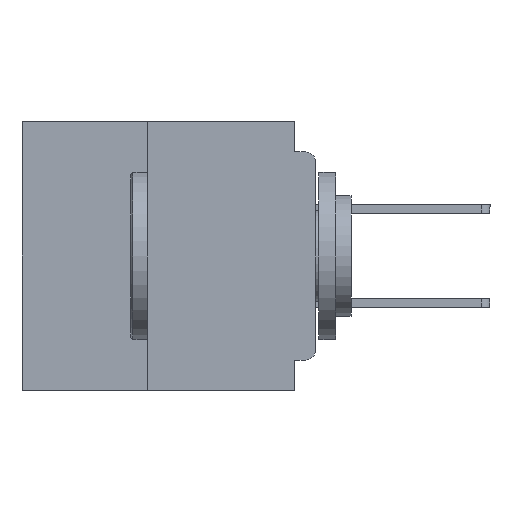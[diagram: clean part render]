
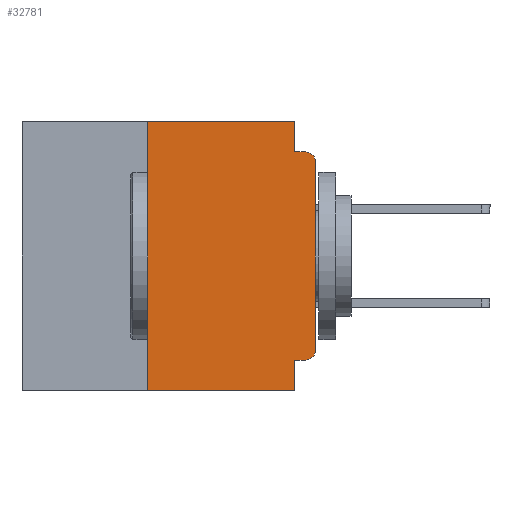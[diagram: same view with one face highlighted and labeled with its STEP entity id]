
A CAD part, left-side view. The second image highlights one B-rep face of the part: STEP entity #32781.
In plain terms, the highlighted planar face has unit normal (-1, 0, 0).
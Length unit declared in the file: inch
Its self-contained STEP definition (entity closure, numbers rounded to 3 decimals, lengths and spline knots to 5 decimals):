
#92 = PLANE ( 'NONE',  #19095 ) ;
#121 = EDGE_CURVE ( 'NONE', #16975, #34988, #14176, .T. ) ;
#399 = CARTESIAN_POINT ( 'NONE',  ( 0., 0.015, -0.06 ) ) ;
#687 = DIRECTION ( 'NONE',  ( 0., 0., 1. ) ) ;
#995 = ORIENTED_EDGE ( 'NONE', *, *, #31750, .F. ) ;
#2221 = ORIENTED_EDGE ( 'NONE', *, *, #18064, .T. ) ;
#2384 = VERTEX_POINT ( 'NONE', #3338 ) ;
#2774 = LINE ( 'NONE', #8629, #34720 ) ;
#2876 = EDGE_CURVE ( 'NONE', #20773, #25879, #20813, .T. ) ;
#3050 = EDGE_CURVE ( 'NONE', #16975, #31741, #22243, .T. ) ;
#3292 = DIRECTION ( 'NONE',  ( 1., 0., 0. ) ) ;
#3338 = CARTESIAN_POINT ( 'NONE',  ( 0., 0.031, 0. ) ) ;
#3575 = DIRECTION ( 'NONE',  ( 0., 0., -1. ) ) ;
#4013 = CARTESIAN_POINT ( 'NONE',  ( 0., 0.015, -0.045 ) ) ;
#6044 = CARTESIAN_POINT ( 'NONE',  ( 0., 0.015, -0.355 ) ) ;
#6195 = LINE ( 'NONE', #22538, #30956 ) ;
#6250 = DIRECTION ( 'NONE',  ( 0., -1., 0. ) ) ;
#7450 = EDGE_CURVE ( 'NONE', #25879, #25466, #6195, .T. ) ;
#7681 = DIRECTION ( 'NONE',  ( 0., -1., 0. ) ) ;
#8530 = CARTESIAN_POINT ( 'NONE',  ( 0., 0., -0.34 ) ) ;
#8629 = CARTESIAN_POINT ( 'NONE',  ( 0., 0.031, -0.4 ) ) ;
#9190 = LINE ( 'NONE', #13943, #18452 ) ;
#9447 = CARTESIAN_POINT ( 'NONE',  ( 0., 0.437, 0. ) ) ;
#9788 = CARTESIAN_POINT ( 'NONE',  ( 0., 0., -0.06 ) ) ;
#9793 = CARTESIAN_POINT ( 'NONE',  ( 0., 0.437, -0.4 ) ) ;
#10184 = VECTOR ( 'NONE', #35280, 39.37008 ) ;
#10224 = AXIS2_PLACEMENT_3D ( 'NONE', #25688, #25644, #25282 ) ;
#10655 = CARTESIAN_POINT ( 'NONE',  ( 0., 0., -0.355 ) ) ;
#11744 = CARTESIAN_POINT ( 'NONE',  ( 0., 0.031, -0.355 ) ) ;
#13157 = EDGE_LOOP ( 'NONE', ( #19196, #2221, #20620, #20061, #13282, #38278, #22336, #16959, #995, #21246 ) ) ;
#13212 = VECTOR ( 'NONE', #39524, 39.37008 ) ;
#13282 = ORIENTED_EDGE ( 'NONE', *, *, #26329, .F. ) ;
#13632 = CARTESIAN_POINT ( 'NONE',  ( 0., 0.031, -0.4 ) ) ;
#13943 = CARTESIAN_POINT ( 'NONE',  ( 0., 0.031, 0. ) ) ;
#13983 = VECTOR ( 'NONE', #6250, 39.37008 ) ;
#14122 = LINE ( 'NONE', #16197, #15078 ) ;
#14176 = LINE ( 'NONE', #24619, #13212 ) ;
#15078 = VECTOR ( 'NONE', #34623, 39.37008 ) ;
#15259 = VERTEX_POINT ( 'NONE', #11744 ) ;
#15761 = VERTEX_POINT ( 'NONE', #32620 ) ;
#16197 = CARTESIAN_POINT ( 'NONE',  ( 0., 0., -0.045 ) ) ;
#16959 = ORIENTED_EDGE ( 'NONE', *, *, #18471, .F. ) ;
#16975 = VERTEX_POINT ( 'NONE', #20166 ) ;
#17493 = LINE ( 'NONE', #10655, #10184 ) ;
#18064 = EDGE_CURVE ( 'NONE', #25466, #39598, #34762, .T. ) ;
#18452 = VECTOR ( 'NONE', #35467, 39.37008 ) ;
#18471 = EDGE_CURVE ( 'NONE', #15259, #31741, #2774, .T. ) ;
#19095 = AXIS2_PLACEMENT_3D ( 'NONE', #9447, #3292, #25079 ) ;
#19196 = ORIENTED_EDGE ( 'NONE', *, *, #7450, .T. ) ;
#20061 = ORIENTED_EDGE ( 'NONE', *, *, #36030, .F. ) ;
#20166 = CARTESIAN_POINT ( 'NONE',  ( 0., 0.25, -0.4 ) ) ;
#20620 = ORIENTED_EDGE ( 'NONE', *, *, #30544, .F. ) ;
#20773 = VERTEX_POINT ( 'NONE', #6044 ) ;
#20813 = CIRCLE ( 'NONE', #10224, 0.015 ) ;
#21246 = ORIENTED_EDGE ( 'NONE', *, *, #2876, .T. ) ;
#22243 = LINE ( 'NONE', #9793, #13983 ) ;
#22253 = DIRECTION ( 'NONE',  ( -1., 0., 0. ) ) ;
#22336 = ORIENTED_EDGE ( 'NONE', *, *, #3050, .T. ) ;
#22538 = CARTESIAN_POINT ( 'NONE',  ( 0., 0., 0. ) ) ;
#23804 = CARTESIAN_POINT ( 'NONE',  ( 0., 0.25, 0. ) ) ;
#24619 = CARTESIAN_POINT ( 'NONE',  ( 0., 0.25, -0.4 ) ) ;
#25079 = DIRECTION ( 'NONE',  ( 0., 0., -1. ) ) ;
#25282 = DIRECTION ( 'NONE',  ( 0., 0., -1. ) ) ;
#25466 = VERTEX_POINT ( 'NONE', #9788 ) ;
#25644 = DIRECTION ( 'NONE',  ( -1., 0., 0. ) ) ;
#25688 = CARTESIAN_POINT ( 'NONE',  ( 0., 0.015, -0.34 ) ) ;
#25879 = VERTEX_POINT ( 'NONE', #8530 ) ;
#26311 = CARTESIAN_POINT ( 'NONE',  ( 0., 0.437, 0. ) ) ;
#26329 = EDGE_CURVE ( 'NONE', #34988, #2384, #36684, .T. ) ;
#30544 = EDGE_CURVE ( 'NONE', #15761, #39598, #14122, .T. ) ;
#30956 = VECTOR ( 'NONE', #687, 39.37008 ) ;
#31741 = VERTEX_POINT ( 'NONE', #13632 ) ;
#31750 = EDGE_CURVE ( 'NONE', #20773, #15259, #17493, .T. ) ;
#32620 = CARTESIAN_POINT ( 'NONE',  ( 0., 0.031, -0.045 ) ) ;
#32781 = ADVANCED_FACE ( 'NONE', ( #34219 ), #92, .F. ) ;
#33366 = DIRECTION ( 'NONE',  ( 0., 0., -1. ) ) ;
#34219 = FACE_OUTER_BOUND ( 'NONE', #13157, .T. ) ;
#34623 = DIRECTION ( 'NONE',  ( 0., -1., 0. ) ) ;
#34720 = VECTOR ( 'NONE', #33366, 39.37008 ) ;
#34762 = CIRCLE ( 'NONE', #38438, 0.015 ) ;
#34988 = VERTEX_POINT ( 'NONE', #23804 ) ;
#35280 = DIRECTION ( 'NONE',  ( 0., 1., 0. ) ) ;
#35467 = DIRECTION ( 'NONE',  ( 0., 0., -1. ) ) ;
#36030 = EDGE_CURVE ( 'NONE', #2384, #15761, #9190, .T. ) ;
#36684 = LINE ( 'NONE', #26311, #37619 ) ;
#37619 = VECTOR ( 'NONE', #7681, 39.37008 ) ;
#38278 = ORIENTED_EDGE ( 'NONE', *, *, #121, .F. ) ;
#38438 = AXIS2_PLACEMENT_3D ( 'NONE', #399, #22253, #3575 ) ;
#39524 = DIRECTION ( 'NONE',  ( 0., 0., 1. ) ) ;
#39598 = VERTEX_POINT ( 'NONE', #4013 ) ;
